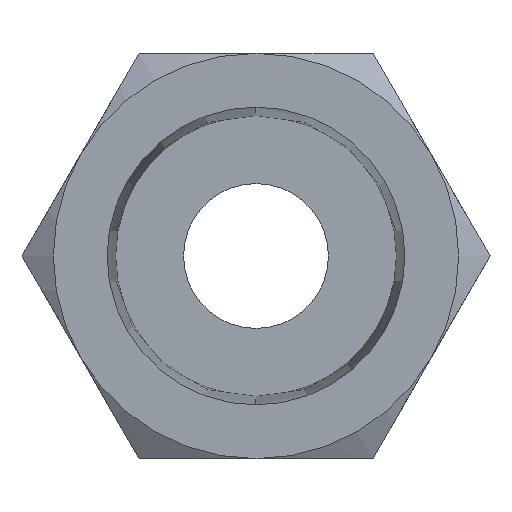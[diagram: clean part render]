
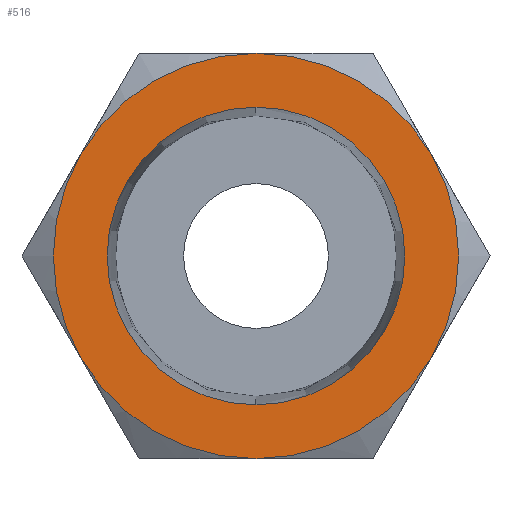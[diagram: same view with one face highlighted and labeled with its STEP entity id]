
A CAD part, front view. The second image highlights one B-rep face of the part: STEP entity #516.
In plain terms, the highlighted planar face has unit normal (0, -1, 0).
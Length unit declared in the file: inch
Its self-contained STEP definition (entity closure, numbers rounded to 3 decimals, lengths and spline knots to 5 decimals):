
#23 = ORIENTED_EDGE ( 'NONE', *, *, #2664, .F. ) ;
#102 = CIRCLE ( 'NONE', #1478, 0.2025 ) ;
#131 = VERTEX_POINT ( 'NONE', #2995 ) ;
#155 = AXIS2_PLACEMENT_3D ( 'NONE', #208, #199, #2407 ) ;
#199 = DIRECTION ( 'NONE',  ( 0., 1., 0. ) ) ;
#208 = CARTESIAN_POINT ( 'NONE',  ( 0., 0., 0. ) ) ;
#281 = DIRECTION ( 'NONE',  ( 0., 0., -1. ) ) ;
#377 = ORIENTED_EDGE ( 'NONE', *, *, #2096, .F. ) ;
#400 = DIRECTION ( 'NONE',  ( 0., 1., 0. ) ) ;
#422 = EDGE_LOOP ( 'NONE', ( #1280, #671, #2122, #377, #2037, #23 ) ) ;
#442 = EDGE_CURVE ( 'NONE', #2831, #464, #1541, .T. ) ;
#457 = EDGE_LOOP ( 'NONE', ( #959, #961 ) ) ;
#464 = VERTEX_POINT ( 'NONE', #1857 ) ;
#516 = ADVANCED_FACE ( 'NONE', ( #2398, #1788 ), #1678, .T. ) ;
#553 = CARTESIAN_POINT ( 'NONE',  ( 0.23867, 0., -0.1378 ) ) ;
#554 = DIRECTION ( 'NONE',  ( 0., 1., 0. ) ) ;
#671 = ORIENTED_EDGE ( 'NONE', *, *, #442, .F. ) ;
#741 = VERTEX_POINT ( 'NONE', #553 ) ;
#867 = CARTESIAN_POINT ( 'NONE',  ( -0.23867, 0., 0.1378 ) ) ;
#884 = EDGE_CURVE ( 'NONE', #741, #131, #1814, .T. ) ;
#959 = ORIENTED_EDGE ( 'NONE', *, *, #2756, .T. ) ;
#961 = ORIENTED_EDGE ( 'NONE', *, *, #3030, .T. ) ;
#1108 = EDGE_CURVE ( 'NONE', #464, #2629, #2763, .T. ) ;
#1109 = CARTESIAN_POINT ( 'NONE',  ( 0., 0., 0. ) ) ;
#1280 = ORIENTED_EDGE ( 'NONE', *, *, #1108, .F. ) ;
#1355 = DIRECTION ( 'NONE',  ( 0., 0., -1. ) ) ;
#1371 = AXIS2_PLACEMENT_3D ( 'NONE', #1965, #554, #2210 ) ;
#1419 = CARTESIAN_POINT ( 'NONE',  ( 0., 0., -0.2025 ) ) ;
#1428 = CARTESIAN_POINT ( 'NONE',  ( 0., 0., 0. ) ) ;
#1459 = DIRECTION ( 'NONE',  ( 0., 1., 0. ) ) ;
#1478 = AXIS2_PLACEMENT_3D ( 'NONE', #1109, #2746, #1355 ) ;
#1513 = DIRECTION ( 'NONE',  ( 0., 0., 1. ) ) ;
#1514 = CARTESIAN_POINT ( 'NONE',  ( 0., 0., 0.2025 ) ) ;
#1537 = DIRECTION ( 'NONE',  ( 0., 1., 0. ) ) ;
#1540 = DIRECTION ( 'NONE',  ( 0., -1., 0. ) ) ;
#1541 = CIRCLE ( 'NONE', #1591, 0.27559 ) ;
#1546 = CARTESIAN_POINT ( 'NONE',  ( 0., 0., 0. ) ) ;
#1548 = CARTESIAN_POINT ( 'NONE',  ( -0.23905, 0., 0. ) ) ;
#1556 = CIRCLE ( 'NONE', #1611, 0.27559 ) ;
#1591 = AXIS2_PLACEMENT_3D ( 'NONE', #1885, #1871, #1865 ) ;
#1603 = AXIS2_PLACEMENT_3D ( 'NONE', #1546, #1537, #1513 ) ;
#1611 = AXIS2_PLACEMENT_3D ( 'NONE', #1428, #3042, #1660 ) ;
#1660 = DIRECTION ( 'NONE',  ( 0., 0., 1. ) ) ;
#1678 = PLANE ( 'NONE',  #2220 ) ;
#1721 = CARTESIAN_POINT ( 'NONE',  ( 0.23867, 0., 0.1378 ) ) ;
#1788 = FACE_OUTER_BOUND ( 'NONE', #422, .T. ) ;
#1814 = CIRCLE ( 'NONE', #1603, 0.27559 ) ;
#1841 = CARTESIAN_POINT ( 'NONE',  ( 0., 0., 0. ) ) ;
#1857 = CARTESIAN_POINT ( 'NONE',  ( 0., 0., 0.27559 ) ) ;
#1865 = DIRECTION ( 'NONE',  ( 0., 0., 1. ) ) ;
#1871 = DIRECTION ( 'NONE',  ( 0., 1., 0. ) ) ;
#1885 = CARTESIAN_POINT ( 'NONE',  ( 0., 0., 0. ) ) ;
#1965 = CARTESIAN_POINT ( 'NONE',  ( 0., 0., 0. ) ) ;
#2037 = ORIENTED_EDGE ( 'NONE', *, *, #884, .F. ) ;
#2061 = VERTEX_POINT ( 'NONE', #1419 ) ;
#2063 = DIRECTION ( 'NONE',  ( 0., 0., 1. ) ) ;
#2096 = EDGE_CURVE ( 'NONE', #131, #2133, #1556, .T. ) ;
#2122 = ORIENTED_EDGE ( 'NONE', *, *, #2884, .F. ) ;
#2133 = VERTEX_POINT ( 'NONE', #3028 ) ;
#2201 = CIRCLE ( 'NONE', #2546, 0.27559 ) ;
#2210 = DIRECTION ( 'NONE',  ( 0., 0., 1. ) ) ;
#2220 = AXIS2_PLACEMENT_3D ( 'NONE', #1548, #1540, #281 ) ;
#2337 = VERTEX_POINT ( 'NONE', #1514 ) ;
#2398 = FACE_BOUND ( 'NONE', #457, .T. ) ;
#2407 = DIRECTION ( 'NONE',  ( 0., 0., 1. ) ) ;
#2546 = AXIS2_PLACEMENT_3D ( 'NONE', #1841, #400, #2063 ) ;
#2629 = VERTEX_POINT ( 'NONE', #1721 ) ;
#2664 = EDGE_CURVE ( 'NONE', #2629, #741, #2918, .T. ) ;
#2746 = DIRECTION ( 'NONE',  ( 0., 1., 0. ) ) ;
#2756 = EDGE_CURVE ( 'NONE', #2061, #2337, #102, .T. ) ;
#2763 = CIRCLE ( 'NONE', #155, 0.27559 ) ;
#2814 = AXIS2_PLACEMENT_3D ( 'NONE', #2846, #1459, #3064 ) ;
#2831 = VERTEX_POINT ( 'NONE', #867 ) ;
#2837 = CIRCLE ( 'NONE', #2814, 0.2025 ) ;
#2846 = CARTESIAN_POINT ( 'NONE',  ( 0., 0., 0. ) ) ;
#2884 = EDGE_CURVE ( 'NONE', #2133, #2831, #2201, .T. ) ;
#2918 = CIRCLE ( 'NONE', #1371, 0.27559 ) ;
#2995 = CARTESIAN_POINT ( 'NONE',  ( 0., 0., -0.27559 ) ) ;
#3028 = CARTESIAN_POINT ( 'NONE',  ( -0.23867, 0., -0.1378 ) ) ;
#3030 = EDGE_CURVE ( 'NONE', #2337, #2061, #2837, .T. ) ;
#3042 = DIRECTION ( 'NONE',  ( 0., 1., 0. ) ) ;
#3064 = DIRECTION ( 'NONE',  ( 0., 0., -1. ) ) ;
